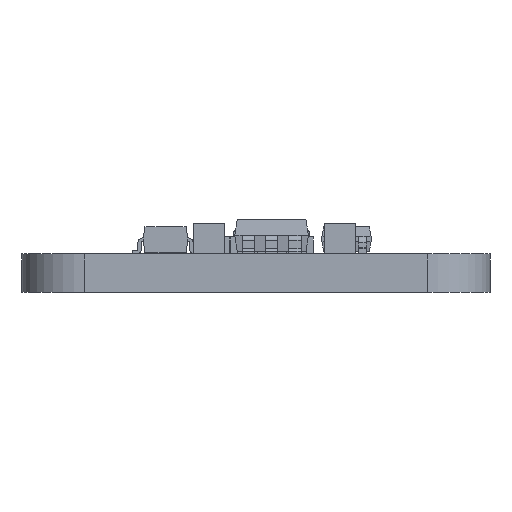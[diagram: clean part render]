
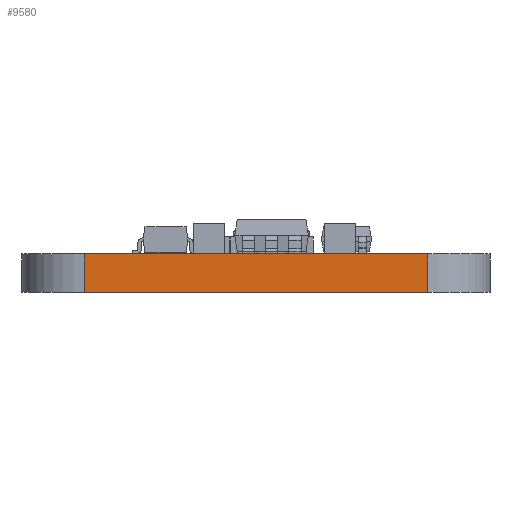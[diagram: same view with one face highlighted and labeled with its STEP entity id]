
A CAD part, left-side view. The second image highlights one B-rep face of the part: STEP entity #9580.
In plain terms, the highlighted planar face has unit normal (-1, 0, 0).
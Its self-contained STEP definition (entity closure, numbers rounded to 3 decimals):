
#143=PLANE('',#10251);
#583=FACE_OUTER_BOUND('',#1092,.T.);
#1092=EDGE_LOOP('',(#6410,#6411,#6412,#6413));
#1667=LINE('',#13690,#2794);
#1668=LINE('',#13693,#2795);
#1669=LINE('',#13695,#2796);
#1670=LINE('',#13696,#2797);
#2794=VECTOR('',#11130,10.);
#2795=VECTOR('',#11133,10.);
#2796=VECTOR('',#11134,10.);
#2797=VECTOR('',#11135,10.);
#4155=VERTEX_POINT('',#13686);
#4156=VERTEX_POINT('',#13688);
#4157=VERTEX_POINT('',#13692);
#4158=VERTEX_POINT('',#13694);
#5043=EDGE_CURVE('',#4155,#4156,#1667,.T.);
#5044=EDGE_CURVE('',#4155,#4157,#1668,.T.);
#5045=EDGE_CURVE('',#4158,#4156,#1669,.T.);
#5046=EDGE_CURVE('',#4157,#4158,#1670,.T.);
#6410=ORIENTED_EDGE('',*,*,#5044,.F.);
#6411=ORIENTED_EDGE('',*,*,#5043,.T.);
#6412=ORIENTED_EDGE('',*,*,#5045,.F.);
#6413=ORIENTED_EDGE('',*,*,#5046,.F.);
#9580=ADVANCED_FACE('',(#583),#143,.T.);
#10251=AXIS2_PLACEMENT_3D('',#13691,#11131,#11132);
#11130=DIRECTION('',(0.,0.,1.));
#11131=DIRECTION('center_axis',(-1.,0.,0.));
#11132=DIRECTION('ref_axis',(0.,-1.,0.));
#11133=DIRECTION('',(0.,1.,0.));
#11134=DIRECTION('',(0.,-1.,0.));
#11135=DIRECTION('',(0.,0.,1.));
#13686=CARTESIAN_POINT('',(0.,2.54,0.));
#13688=CARTESIAN_POINT('',(0.,2.54,1.57));
#13690=CARTESIAN_POINT('',(0.,2.54,0.));
#13691=CARTESIAN_POINT('Origin',(0.,16.51,0.));
#13692=CARTESIAN_POINT('',(0.,16.51,0.));
#13693=CARTESIAN_POINT('',(0.,2.54,0.));
#13694=CARTESIAN_POINT('',(0.,16.51,1.57));
#13695=CARTESIAN_POINT('',(0.,2.54,1.57));
#13696=CARTESIAN_POINT('',(0.,16.51,0.));
